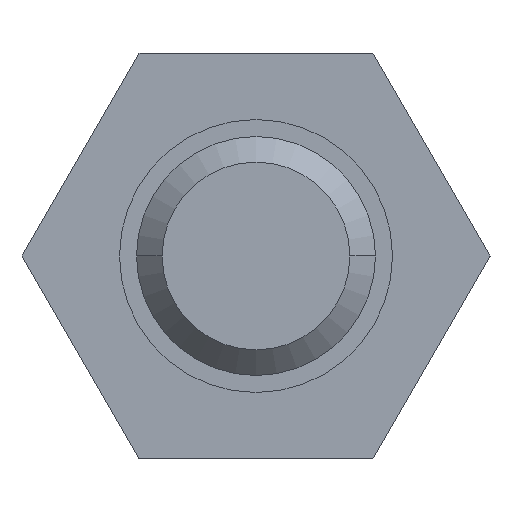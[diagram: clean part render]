
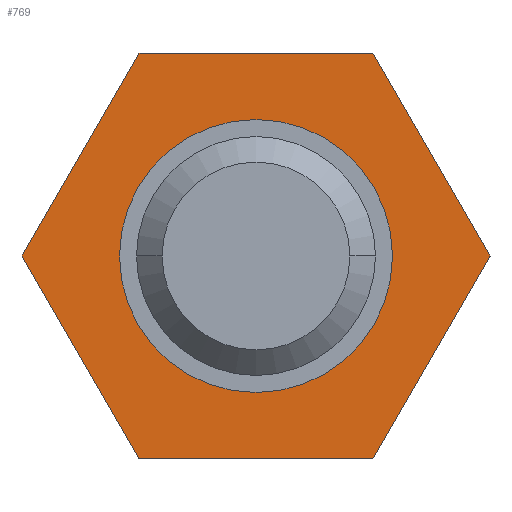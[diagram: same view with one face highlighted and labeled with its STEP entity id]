
A CAD part, left-side view. The second image highlights one B-rep face of the part: STEP entity #769.
In plain terms, the highlighted planar face has unit normal (-1, 0, 0).
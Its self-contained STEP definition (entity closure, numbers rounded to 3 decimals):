
#396=CARTESIAN_POINT('',(1.27,1.6,0.));
#397=VERTEX_POINT('',#396);
#406=CARTESIAN_POINT('',(1.27,-1.6,0.));
#407=VERTEX_POINT('',#406);
#408=CARTESIAN_POINT('',(1.27,0.,0.));
#409=DIRECTION('',(1.0,0.0,0.0));
#410=DIRECTION('',(0.0,1.0,0.0));
#411=AXIS2_PLACEMENT_3D('',#408,#409,#410);
#412=CIRCLE('',#411,1.6);
#413=EDGE_CURVE('',#407,#397,#412,.T.);
#497=CARTESIAN_POINT('',(1.27,0.,0.));
#498=DIRECTION('',(1.0,0.0,0.0));
#499=DIRECTION('',(0.0,1.0,0.0));
#500=AXIS2_PLACEMENT_3D('',#497,#498,#499);
#501=CIRCLE('',#500,1.6);
#502=EDGE_CURVE('',#397,#407,#501,.T.);
#614=CARTESIAN_POINT('',(1.27,-1.371,-2.375));
#615=VERTEX_POINT('',#614);
#622=CARTESIAN_POINT('',(1.27,1.371,-2.375));
#623=VERTEX_POINT('',#622);
#624=CARTESIAN_POINT('',(1.27,1.371,-2.375));
#625=DIRECTION('',(0.0,-1.0,0.0));
#626=VECTOR('',#625,2.742);
#627=LINE('',#624,#626);
#628=EDGE_CURVE('',#623,#615,#627,.T.);
#645=CARTESIAN_POINT('',(1.27,-2.742,0.));
#646=VERTEX_POINT('',#645);
#653=CARTESIAN_POINT('',(1.27,-1.371,-2.375));
#654=DIRECTION('',(0.,-0.5,0.866));
#655=VECTOR('',#654,2.742);
#656=LINE('',#653,#655);
#657=EDGE_CURVE('',#615,#646,#656,.T.);
#669=CARTESIAN_POINT('',(1.27,-1.371,2.375));
#670=VERTEX_POINT('',#669);
#677=CARTESIAN_POINT('',(1.27,-2.742,0.));
#678=DIRECTION('',(0.,0.5,0.866));
#679=VECTOR('',#678,2.742);
#680=LINE('',#677,#679);
#681=EDGE_CURVE('',#646,#670,#680,.T.);
#693=CARTESIAN_POINT('',(1.27,1.371,2.375));
#694=VERTEX_POINT('',#693);
#701=CARTESIAN_POINT('',(1.27,-1.371,2.375));
#702=DIRECTION('',(0.0,1.0,0.0));
#703=VECTOR('',#702,2.742);
#704=LINE('',#701,#703);
#705=EDGE_CURVE('',#670,#694,#704,.T.);
#717=CARTESIAN_POINT('',(1.27,2.742,0.));
#718=VERTEX_POINT('',#717);
#725=CARTESIAN_POINT('',(1.27,1.371,2.375));
#726=DIRECTION('',(0.,0.5,-0.866));
#727=VECTOR('',#726,2.742);
#728=LINE('',#725,#727);
#729=EDGE_CURVE('',#694,#718,#728,.T.);
#742=CARTESIAN_POINT('',(1.27,2.742,0.));
#743=DIRECTION('',(0.,-0.5,-0.866));
#744=VECTOR('',#743,2.742);
#745=LINE('',#742,#744);
#746=EDGE_CURVE('',#718,#623,#745,.T.);
#752=CARTESIAN_POINT('',(1.27,0.,0.));
#753=DIRECTION('',(1.0,0.0,0.0));
#754=DIRECTION('',(0.0,1.0,0.0));
#755=AXIS2_PLACEMENT_3D('',#752,#753,#754);
#756=PLANE('',#755);
#757=ORIENTED_EDGE('',*,*,#746,.T.);
#758=ORIENTED_EDGE('',*,*,#628,.T.);
#759=ORIENTED_EDGE('',*,*,#657,.T.);
#760=ORIENTED_EDGE('',*,*,#681,.T.);
#761=ORIENTED_EDGE('',*,*,#705,.T.);
#762=ORIENTED_EDGE('',*,*,#729,.T.);
#763=EDGE_LOOP('',(#757,#758,#759,#760,#761,#762));
#764=FACE_OUTER_BOUND('',#763,.T.);
#765=ORIENTED_EDGE('',*,*,#502,.T.);
#766=ORIENTED_EDGE('',*,*,#413,.T.);
#767=EDGE_LOOP('',(#765,#766));
#768=FACE_BOUND('',#767,.T.);
#769=ADVANCED_FACE('',(#764,#768),#756,.F.);
